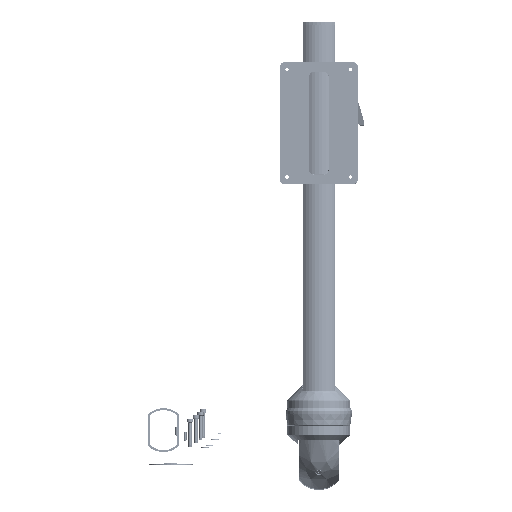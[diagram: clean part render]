
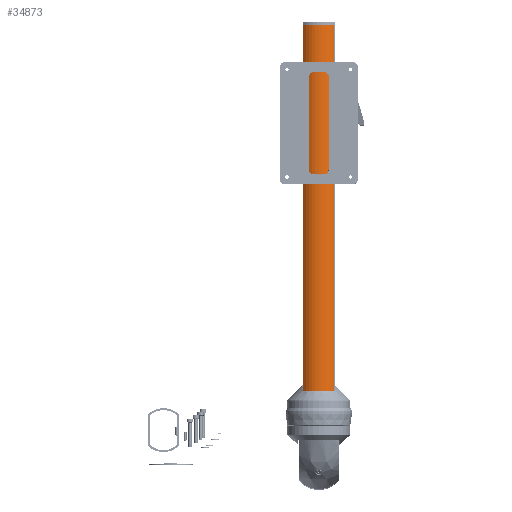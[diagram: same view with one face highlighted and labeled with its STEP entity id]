
A CAD part, top view. The second image highlights one B-rep face of the part: STEP entity #34873.
In plain terms, the highlighted cylindrical face has radius 45 mm (diameter 90 mm), a partial arc.
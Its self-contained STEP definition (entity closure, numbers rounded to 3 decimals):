
#34491 = ORIENTED_EDGE ( 'NONE', *, *, #34495, .F. ) ;
#34495 = EDGE_CURVE ( 'NONE', #34497, #34498, #101729, .T. ) ;
#34497 = VERTEX_POINT ( 'NONE', #101712 ) ;
#34498 = VERTEX_POINT ( 'NONE', #101711 ) ;
#34599 = ORIENTED_EDGE ( 'NONE', *, *, #34600, .T. ) ;
#34600 = EDGE_CURVE ( 'NONE', #34497, #34603, #101844, .T. ) ;
#34603 = VERTEX_POINT ( 'NONE', #101829 ) ;
#34606 = ORIENTED_EDGE ( 'NONE', *, *, #34607, .F. ) ;
#34607 = EDGE_CURVE ( 'NONE', #34610, #34603, #101826, .T. ) ;
#34610 = VERTEX_POINT ( 'NONE', #101880 ) ;
#34614 = ORIENTED_EDGE ( 'NONE', *, *, #34615, .T. ) ;
#34615 = EDGE_CURVE ( 'NONE', #34610, #34498, #101872, .T. ) ;
#34873 = ADVANCED_FACE ( 'NONE', ( #102172 ), #102171, .T. ) ;
#34875 = EDGE_LOOP ( 'NONE', ( #34491, #34599, #34606, #34614 ) ) ;
#101711 = CARTESIAN_POINT ( 'NONE',  ( -32.069, -31.569, -760. ) ) ;
#101712 = CARTESIAN_POINT ( 'NONE',  ( 32.069, -31.569, -760. ) ) ;
#101725 = DIRECTION ( 'NONE',  ( 1., 0., 0. ) ) ;
#101726 = DIRECTION ( 'NONE',  ( 0., 0., -1. ) ) ;
#101727 = CARTESIAN_POINT ( 'NONE',  ( 0., 0., -760. ) ) ;
#101728 = AXIS2_PLACEMENT_3D ( 'NONE', #101727, #101726, #101725 ) ;
#101729 = CIRCLE ( 'NONE', #101728, 45. ) ;
#101826 = CIRCLE ( 'NONE', #101884, 45. ) ;
#101829 = CARTESIAN_POINT ( 'NONE',  ( 32.069, -31.569, 0. ) ) ;
#101830 = DIRECTION ( 'NONE',  ( 0., 0., 1. ) ) ;
#101831 = VECTOR ( 'NONE', #101830, 1000. ) ;
#101832 = CARTESIAN_POINT ( 'NONE',  ( 32.069, -31.569, -4000. ) ) ;
#101844 = LINE ( 'NONE', #101832, #101831 ) ;
#101869 = DIRECTION ( 'NONE',  ( 0., 0., -1. ) ) ;
#101870 = VECTOR ( 'NONE', #101869, 1000. ) ;
#101871 = CARTESIAN_POINT ( 'NONE',  ( -32.069, -31.569, -4000. ) ) ;
#101872 = LINE ( 'NONE', #101871, #101870 ) ;
#101880 = CARTESIAN_POINT ( 'NONE',  ( -32.069, -31.569, 0. ) ) ;
#101881 = DIRECTION ( 'NONE',  ( 1., 0., 0. ) ) ;
#101882 = DIRECTION ( 'NONE',  ( 0., 0., 1. ) ) ;
#101883 = CARTESIAN_POINT ( 'NONE',  ( 0., 0., 0. ) ) ;
#101884 = AXIS2_PLACEMENT_3D ( 'NONE', #101883, #101882, #101881 ) ;
#102171 = CYLINDRICAL_SURFACE ( 'NONE', #102236, 45. ) ;
#102172 = FACE_OUTER_BOUND ( 'NONE', #34875, .T. ) ;
#102233 = DIRECTION ( 'NONE',  ( 1., 0., 0. ) ) ;
#102234 = DIRECTION ( 'NONE',  ( 0., 0., 1. ) ) ;
#102235 = CARTESIAN_POINT ( 'NONE',  ( 0., 0., -4000. ) ) ;
#102236 = AXIS2_PLACEMENT_3D ( 'NONE', #102235, #102234, #102233 ) ;
